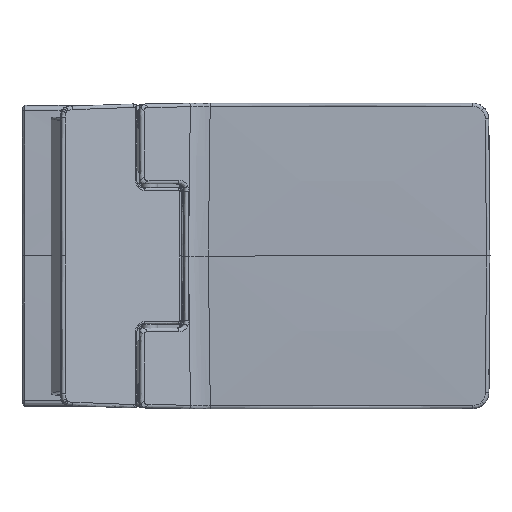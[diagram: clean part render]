
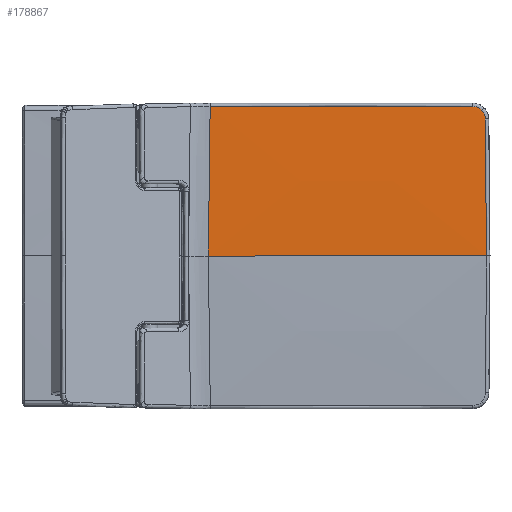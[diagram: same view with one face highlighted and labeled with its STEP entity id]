
A CAD part, top view. The second image highlights one B-rep face of the part: STEP entity #178867.
In plain terms, the highlighted free-form (B-spline) face has degree [2, 3] with [3, 4] control points.
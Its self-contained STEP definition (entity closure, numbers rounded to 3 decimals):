
#173849=CARTESIAN_POINT('',(-71.907,0.,-2.708));
#173850=VERTEX_POINT('',#173849);
#176455=CARTESIAN_POINT('',(-74.208,-183.607,-4.163));
#176456=VERTEX_POINT('',#176455);
#177065=CARTESIAN_POINT('',(-413.764,0.,-4.601));
#177066=VERTEX_POINT('',#177065);
#177076=CARTESIAN_POINT('',(-413.764,0.,-4.601));
#177077=CARTESIAN_POINT('',(-299.812,0.,-3.024));
#177078=CARTESIAN_POINT('',(-185.859,0.,-2.754));
#177079=CARTESIAN_POINT('',(-71.907,0.,-2.708));
#177080=B_SPLINE_CURVE_WITH_KNOTS('',3,(#177076,#177077,#177078,#177079),.UNSPECIFIED.,.F.,.U.,(4,4),(6.949,348.818),.UNSPECIFIED.);
#177081=EDGE_CURVE('',#177066,#173850,#177080,.T.);
#177115=CARTESIAN_POINT('',(-71.907,0.,-2.708));
#177116=CARTESIAN_POINT('',(-71.907,-61.215,-2.708));
#177117=CARTESIAN_POINT('',(-72.686,-122.419,-3.192));
#177118=CARTESIAN_POINT('',(-74.208,-183.607,-4.163));
#177119=B_SPLINE_CURVE_WITH_KNOTS('',3,(#177115,#177116,#177117,#177118),.UNSPECIFIED.,.F.,.U.,(4,4),(0.0,183.555),.UNSPECIFIED.);
#177120=EDGE_CURVE('',#173850,#176456,#177119,.T.);
#178633=CARTESIAN_POINT('',(-396.897,-183.663,-6.208));
#178634=VERTEX_POINT('',#178633);
#178646=CARTESIAN_POINT('',(-396.897,-183.663,-6.208));
#178647=CARTESIAN_POINT('',(-332.365,-183.606,-5.268));
#178648=CARTESIAN_POINT('',(-267.826,-183.676,-4.693));
#178649=CARTESIAN_POINT('',(-203.287,-183.591,-4.38));
#178650=CARTESIAN_POINT('',(-138.748,-183.611,-4.237));
#178651=CARTESIAN_POINT('',(-74.208,-183.607,-4.163));
#178652=B_SPLINE_CURVE_WITH_KNOTS('',5,(#178646,#178647,#178648,#178649,#178650,#178651),.UNSPECIFIED.,.F.,.U.,(6,6),(19.767,342.449),.UNSPECIFIED.);
#178653=EDGE_CURVE('',#178634,#176456,#178652,.T.);
#178816=CARTESIAN_POINT('',(-413.764,0.,-4.601));
#178817=CARTESIAN_POINT('',(-413.764,-91.832,-4.601));
#178818=CARTESIAN_POINT('',(-413.764,-183.664,-6.463));
#178819=CARTESIAN_POINT('',(-299.811,0.,-3.024));
#178820=CARTESIAN_POINT('',(-299.811,-91.832,-3.024));
#178821=CARTESIAN_POINT('',(-299.811,-183.664,-4.67));
#178822=CARTESIAN_POINT('',(-185.859,0.,-2.754));
#178823=CARTESIAN_POINT('',(-185.859,-91.832,-2.754));
#178824=CARTESIAN_POINT('',(-185.859,-183.664,-4.288));
#178825=CARTESIAN_POINT('',(-71.907,0.,-2.708));
#178826=CARTESIAN_POINT('',(-71.907,-91.832,-2.708));
#178827=CARTESIAN_POINT('',(-71.907,-183.664,-4.161));
#178828=B_SPLINE_SURFACE_WITH_KNOTS('',2,3,((#178816,#178819,#178822,#178825),(#178817,#178820,#178823,#178826),(#178818,#178821,#178824,#178827)),.UNSPECIFIED.,.F.,.F.,.U.,(3,3),(4,4),(0.0,183.679),(6.949,348.818),.UNSPECIFIED.);
#178829=ORIENTED_EDGE('',*,*,#177120,.F.);
#178830=ORIENTED_EDGE('',*,*,#177081,.F.);
#178831=CARTESIAN_POINT('',(-412.475,-168.322,-6.145));
#178832=VERTEX_POINT('',#178831);
#178833=CARTESIAN_POINT('',(-413.764,0.,-4.601));
#178834=CARTESIAN_POINT('',(-413.764,-33.667,-4.601));
#178835=CARTESIAN_POINT('',(-413.599,-67.333,-4.755));
#178836=CARTESIAN_POINT('',(-413.449,-101.001,-5.066));
#178837=CARTESIAN_POINT('',(-412.942,-134.662,-5.528));
#178838=CARTESIAN_POINT('',(-412.475,-168.322,-6.145));
#178839=B_SPLINE_CURVE_WITH_KNOTS('',5,(#178833,#178834,#178835,#178836,#178837,#178838),.UNSPECIFIED.,.F.,.U.,(6,6),(0.0,238.07),.UNSPECIFIED.);
#178840=EDGE_CURVE('',#177066,#178832,#178839,.T.);
#178841=ORIENTED_EDGE('',*,*,#178840,.T.);
#178842=CARTESIAN_POINT('',(-407.842,-179.179,-6.282));
#178843=VERTEX_POINT('',#178842);
#178844=CARTESIAN_POINT('',(-412.475,-168.322,-6.145));
#178845=CARTESIAN_POINT('',(-412.424,-171.807,-6.209));
#178846=CARTESIAN_POINT('',(-411.161,-175.263,-6.256));
#178847=CARTESIAN_POINT('',(-408.953,-177.96,-6.275));
#178848=CARTESIAN_POINT('',(-408.604,-178.386,-6.278));
#178849=CARTESIAN_POINT('',(-408.233,-178.793,-6.28));
#178850=CARTESIAN_POINT('',(-407.842,-179.179,-6.282));
#178851=B_SPLINE_CURVE_WITH_KNOTS('',3,(#178844,#178845,#178846,#178847,#178848,#178849,#178850),.UNSPECIFIED.,.F.,.U.,(4,3,4),(0.0,14.883,17.232),.UNSPECIFIED.);
#178852=EDGE_CURVE('',#178832,#178843,#178851,.T.);
#178853=ORIENTED_EDGE('',*,*,#178852,.T.);
#178854=CARTESIAN_POINT('',(-407.842,-179.179,-6.282));
#178855=CARTESIAN_POINT('',(-405.363,-181.625,-6.292));
#178856=CARTESIAN_POINT('',(-402.041,-183.2,-6.274));
#178857=CARTESIAN_POINT('',(-398.579,-183.573,-6.231));
#178858=CARTESIAN_POINT('',(-398.021,-183.633,-6.224));
#178859=CARTESIAN_POINT('',(-397.459,-183.663,-6.216));
#178860=CARTESIAN_POINT('',(-396.897,-183.663,-6.208));
#178861=B_SPLINE_CURVE_WITH_KNOTS('',3,(#178854,#178855,#178856,#178857,#178858,#178859,#178860),.UNSPECIFIED.,.F.,.U.,(4,3,4),(0.0,14.869,17.267),.UNSPECIFIED.);
#178862=EDGE_CURVE('',#178843,#178634,#178861,.T.);
#178863=ORIENTED_EDGE('',*,*,#178862,.T.);
#178864=ORIENTED_EDGE('',*,*,#178653,.T.);
#178865=EDGE_LOOP('',(#178829,#178830,#178841,#178853,#178863,#178864));
#178866=FACE_OUTER_BOUND('',#178865,.T.);
#178867=ADVANCED_FACE('',(#178866),#178828,.T.);
